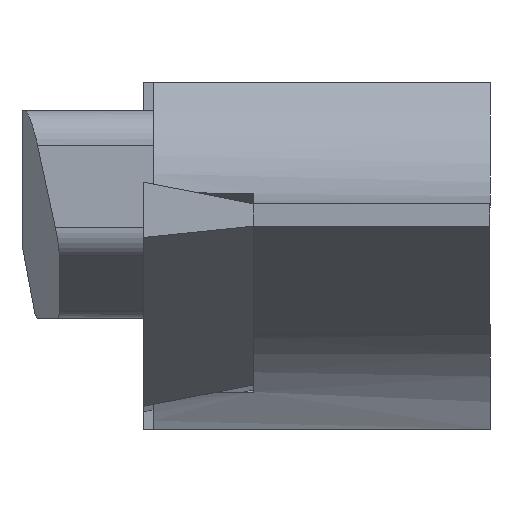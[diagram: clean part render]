
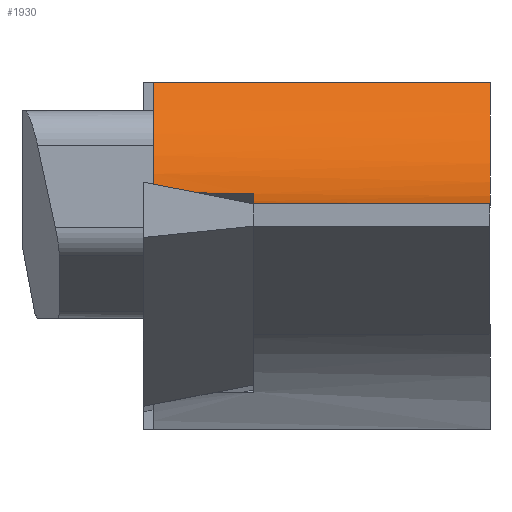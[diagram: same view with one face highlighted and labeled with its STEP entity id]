
A CAD part, left-side view. The second image highlights one B-rep face of the part: STEP entity #1930.
In plain terms, the highlighted cylindrical face has radius 6.1 mm (diameter 12.2 mm), a partial arc.
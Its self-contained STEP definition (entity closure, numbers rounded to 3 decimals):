
#36 = EDGE_CURVE ( 'NONE', #165, #1330, #1660, .T. ) ;
#48 = EDGE_CURVE ( 'NONE', #1722, #197, #1492, .T. ) ;
#87 = AXIS2_PLACEMENT_3D ( 'NONE', #208, #2050, #717 ) ;
#126 = DIRECTION ( 'NONE',  ( 1., 0., 0. ) ) ;
#138 = CARTESIAN_POINT ( 'NONE',  ( -91.54, -2.099, -3.207 ) ) ;
#165 = VERTEX_POINT ( 'NONE', #1975 ) ;
#186 = ORIENTED_EDGE ( 'NONE', *, *, #1226, .F. ) ;
#197 = VERTEX_POINT ( 'NONE', #318 ) ;
#208 = CARTESIAN_POINT ( 'NONE',  ( -93.684, -3.18, 2.504 ) ) ;
#252 = DIRECTION ( 'NONE',  ( 0., 1., 0. ) ) ;
#274 = CYLINDRICAL_SURFACE ( 'NONE', #1904, 6.1 ) ;
#294 = CARTESIAN_POINT ( 'NONE',  ( -91.54, 126.244, -3.207 ) ) ;
#318 = CARTESIAN_POINT ( 'NONE',  ( -91.161, -0.3, -3.05 ) ) ;
#330 = EDGE_LOOP ( 'NONE', ( #1013, #539, #570, #922, #186, #2014, #1105, #851 ) ) ;
#340 = VECTOR ( 'NONE', #1447, 1000. ) ;
#351 = VERTEX_POINT ( 'NONE', #2013 ) ;
#364 = DIRECTION ( 'NONE',  ( 0., 0., -1. ) ) ;
#370 = AXIS2_PLACEMENT_3D ( 'NONE', #878, #1198, #126 ) ;
#402 = CIRCLE ( 'NONE', #624, 6.1 ) ;
#512 = CARTESIAN_POINT ( 'NONE',  ( -88.121, 126.244, 0. ) ) ;
#539 = ORIENTED_EDGE ( 'NONE', *, *, #1679, .T. ) ;
#570 = ORIENTED_EDGE ( 'NONE', *, *, #1964, .F. ) ;
#624 = AXIS2_PLACEMENT_3D ( 'NONE', #1752, #1608, #1107 ) ;
#686 = DIRECTION ( 'NONE',  ( 0., -1., 0. ) ) ;
#717 = DIRECTION ( 'NONE',  ( 0., 0., -1. ) ) ;
#787 = CARTESIAN_POINT ( 'NONE',  ( -93.684, 126.244, 2.504 ) ) ;
#814 = DIRECTION ( 'NONE',  ( 0., -1., 0. ) ) ;
#851 = ORIENTED_EDGE ( 'NONE', *, *, #1619, .T. ) ;
#877 = VERTEX_POINT ( 'NONE', #1146 ) ;
#878 = CARTESIAN_POINT ( 'NONE',  ( -93.684, -3.18, 2.504 ) ) ;
#922 = ORIENTED_EDGE ( 'NONE', *, *, #2055, .T. ) ;
#1013 = ORIENTED_EDGE ( 'NONE', *, *, #36, .T. ) ;
#1105 = ORIENTED_EDGE ( 'NONE', *, *, #1459, .T. ) ;
#1107 = DIRECTION ( 'NONE',  ( 0., 0., 1. ) ) ;
#1146 = CARTESIAN_POINT ( 'NONE',  ( -88.121, -10., 0. ) ) ;
#1198 = DIRECTION ( 'NONE',  ( 0., 1., 0. ) ) ;
#1202 = LINE ( 'NONE', #1606, #1409 ) ;
#1215 = CARTESIAN_POINT ( 'NONE',  ( -91.412, -1.512, -3.159 ) ) ;
#1226 = EDGE_CURVE ( 'NONE', #197, #1353, #402, .T. ) ;
#1322 = DIRECTION ( 'NONE',  ( 0., 0., 1. ) ) ;
#1330 = VERTEX_POINT ( 'NONE', #1716 ) ;
#1344 = FACE_OUTER_BOUND ( 'NONE', #330, .T. ) ;
#1353 = VERTEX_POINT ( 'NONE', #1363 ) ;
#1363 = CARTESIAN_POINT ( 'NONE',  ( -88.121, -0.3, 0. ) ) ;
#1409 = VECTOR ( 'NONE', #686, 1000. ) ;
#1447 = DIRECTION ( 'NONE',  ( 0., 1., 0. ) ) ;
#1459 = EDGE_CURVE ( 'NONE', #1722, #1555, #1901, .T. ) ;
#1492 =( BOUNDED_CURVE ( )  B_SPLINE_CURVE ( 3, ( #1504, #1215, #1985, #1934 ),
 .UNSPECIFIED., .F., .F. ) 
 B_SPLINE_CURVE_WITH_KNOTS ( ( 4, 4 ),
 ( 0.987, 1.055 ),
 .UNSPECIFIED. ) 
 CURVE ( )  GEOMETRIC_REPRESENTATION_ITEM ( )  RATIONAL_B_SPLINE_CURVE ( ( 1., 1., 1., 1. ) ) 
 REPRESENTATION_ITEM ( '' )  );
#1504 = CARTESIAN_POINT ( 'NONE',  ( -91.54, -2.099, -3.207 ) ) ;
#1555 = VERTEX_POINT ( 'NONE', #1876 ) ;
#1605 = LINE ( 'NONE', #512, #340 ) ;
#1606 = CARTESIAN_POINT ( 'NONE',  ( -93.684, 126.244, -3.596 ) ) ;
#1608 = DIRECTION ( 'NONE',  ( 0., -1., 0. ) ) ;
#1619 = EDGE_CURVE ( 'NONE', #1555, #165, #1631, .T. ) ;
#1631 = CIRCLE ( 'NONE', #87, 6.1 ) ;
#1660 = CIRCLE ( 'NONE', #370, 6.1 ) ;
#1679 = EDGE_CURVE ( 'NONE', #1330, #351, #1202, .T. ) ;
#1716 = CARTESIAN_POINT ( 'NONE',  ( -93.684, -3.18, -3.596 ) ) ;
#1722 = VERTEX_POINT ( 'NONE', #138 ) ;
#1752 = CARTESIAN_POINT ( 'NONE',  ( -93.684, -0.3, 2.504 ) ) ;
#1808 = VECTOR ( 'NONE', #814, 1000. ) ;
#1876 = CARTESIAN_POINT ( 'NONE',  ( -91.54, -3.18, -3.207 ) ) ;
#1901 = LINE ( 'NONE', #294, #1808 ) ;
#1904 = AXIS2_PLACEMENT_3D ( 'NONE', #787, #2059, #364 ) ;
#1930 = ADVANCED_FACE ( 'NONE', ( #1344 ), #274, .F. ) ;
#1934 = CARTESIAN_POINT ( 'NONE',  ( -91.161, -0.3, -3.05 ) ) ;
#1945 = AXIS2_PLACEMENT_3D ( 'NONE', #1976, #252, #1322 ) ;
#1964 = EDGE_CURVE ( 'NONE', #877, #351, #2030, .T. ) ;
#1975 = CARTESIAN_POINT ( 'NONE',  ( -93.639, -3.18, -3.596 ) ) ;
#1976 = CARTESIAN_POINT ( 'NONE',  ( -93.684, -10., 2.504 ) ) ;
#1985 = CARTESIAN_POINT ( 'NONE',  ( -91.285, -0.912, -3.107 ) ) ;
#2013 = CARTESIAN_POINT ( 'NONE',  ( -93.684, -10., -3.596 ) ) ;
#2014 = ORIENTED_EDGE ( 'NONE', *, *, #48, .F. ) ;
#2030 = CIRCLE ( 'NONE', #1945, 6.1 ) ;
#2050 = DIRECTION ( 'NONE',  ( 0., 1., 0. ) ) ;
#2055 = EDGE_CURVE ( 'NONE', #877, #1353, #1605, .T. ) ;
#2059 = DIRECTION ( 'NONE',  ( 0., -1., 0. ) ) ;
